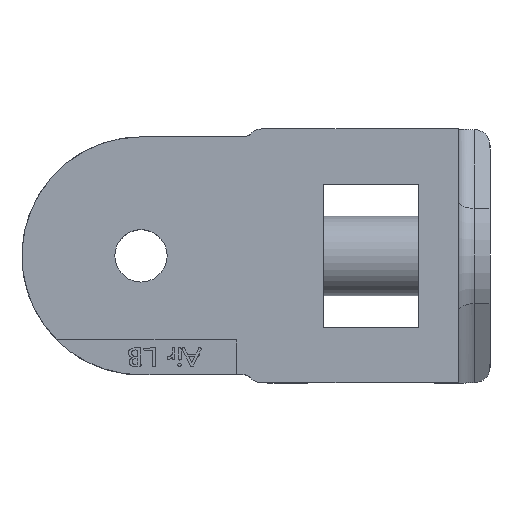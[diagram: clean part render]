
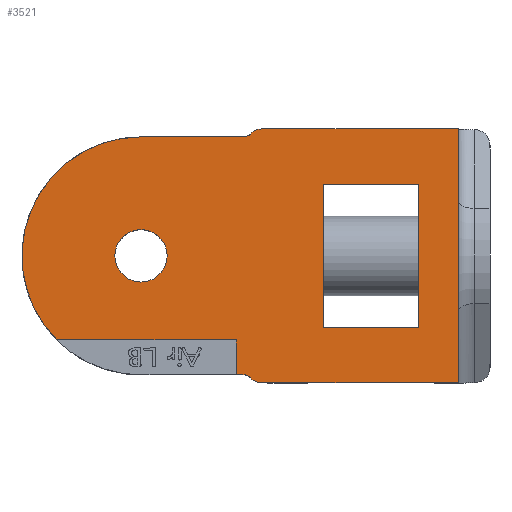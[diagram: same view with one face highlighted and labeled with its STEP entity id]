
A CAD part, top view. The second image highlights one B-rep face of the part: STEP entity #3521.
In plain terms, the highlighted planar face has unit normal (0, 0, 1).
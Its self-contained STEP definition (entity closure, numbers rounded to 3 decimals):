
#801=DIRECTION('',(0.,-1.,0.));
#802=VECTOR('',#801,9.);
#803=CARTESIAN_POINT('',(3.,4.5,7.));
#804=LINE('',#803,#802);
#805=DIRECTION('',(1.,0.,0.));
#806=VECTOR('',#805,6.);
#807=CARTESIAN_POINT('',(-3.,4.5,7.));
#808=LINE('',#807,#806);
#809=DIRECTION('',(0.,-1.,0.));
#810=VECTOR('',#809,9.);
#811=CARTESIAN_POINT('',(-3.,4.5,7.));
#812=LINE('',#811,#810);
#813=DIRECTION('',(1.,0.,0.));
#814=VECTOR('',#813,6.);
#815=CARTESIAN_POINT('',(-3.,-4.5,7.));
#816=LINE('',#815,#814);
#817=CARTESIAN_POINT('',(-14.5,0.,7.));
#818=DIRECTION('',(0.,0.,1.));
#819=DIRECTION('',(1.,0.,0.));
#820=AXIS2_PLACEMENT_3D('',#817,#818,#819);
#822=CARTESIAN_POINT('',(-14.5,0.,7.));
#823=DIRECTION('',(0.,0.,1.));
#824=DIRECTION('',(-1.,0.,0.));
#825=AXIS2_PLACEMENT_3D('',#822,#823,#824);
#827=DIRECTION('',(0.,1.,0.));
#828=VECTOR('',#827,2.2);
#829=CARTESIAN_POINT('',(-8.5,-7.5,7.));
#830=LINE('',#829,#828);
#831=DIRECTION('',(-1.,0.,0.));
#832=VECTOR('',#831,11.307);
#833=CARTESIAN_POINT('',(-8.5,-5.3,7.));
#834=LINE('',#833,#832);
#835=CARTESIAN_POINT('',(-14.5,0.,7.));
#836=DIRECTION('',(0.,0.,1.));
#837=DIRECTION('',(0.,1.,0.));
#838=AXIS2_PLACEMENT_3D('',#835,#836,#837);
#840=DIRECTION('',(-1.,0.,0.));
#841=VECTOR('',#840,6.5);
#842=CARTESIAN_POINT('',(-8.,7.5,7.));
#843=LINE('',#842,#841);
#844=CARTESIAN_POINT('',(-6.882,7.,7.));
#845=DIRECTION('',(0.,0.,1.));
#846=DIRECTION('',(0.,1.,0.));
#847=AXIS2_PLACEMENT_3D('',#844,#845,#846);
#849=DIRECTION('',(1.,0.,0.));
#850=VECTOR('',#849,12.382);
#851=CARTESIAN_POINT('',(-6.882,8.,7.));
#852=LINE('',#851,#850);
#853=DIRECTION('',(0.,-1.,0.));
#854=VECTOR('',#853,16.);
#855=CARTESIAN_POINT('',(5.5,8.,7.));
#856=LINE('',#855,#854);
#857=CARTESIAN_POINT('',(-6.882,-7.,7.));
#858=DIRECTION('',(0.,0.,1.));
#859=DIRECTION('',(-0.745,-0.667,0.));
#860=AXIS2_PLACEMENT_3D('',#857,#858,#859);
#862=DIRECTION('',(1.,0.,0.));
#863=VECTOR('',#862,0.5);
#864=CARTESIAN_POINT('',(-8.5,-7.5,7.));
#865=LINE('',#864,#863);
#977=CARTESIAN_POINT('',(-8.,8.,7.));
#978=DIRECTION('',(0.,0.,-1.));
#979=DIRECTION('',(0.745,-0.667,0.));
#980=AXIS2_PLACEMENT_3D('',#977,#978,#979);
#1276=DIRECTION('',(1.,0.,0.));
#1277=VECTOR('',#1276,12.382);
#1278=CARTESIAN_POINT('',(-6.882,-8.,7.));
#1279=LINE('',#1278,#1277);
#1310=CARTESIAN_POINT('',(-8.,-8.,7.));
#1311=DIRECTION('',(0.,0.,-1.));
#1312=DIRECTION('',(0.,1.,0.));
#1313=AXIS2_PLACEMENT_3D('',#1310,#1311,#1312);
#2337=CARTESIAN_POINT('',(3.,4.5,7.));
#2338=CARTESIAN_POINT('',(3.,-4.5,7.));
#2339=VERTEX_POINT('',#2337);
#2340=VERTEX_POINT('',#2338);
#2341=CARTESIAN_POINT('',(-3.,4.5,7.));
#2342=CARTESIAN_POINT('',(-3.,-4.5,7.));
#2343=VERTEX_POINT('',#2341);
#2344=VERTEX_POINT('',#2342);
#2353=CARTESIAN_POINT('',(5.5,8.,7.));
#2354=CARTESIAN_POINT('',(5.5,-8.,7.));
#2355=VERTEX_POINT('',#2353);
#2356=VERTEX_POINT('',#2354);
#2357=CARTESIAN_POINT('',(-12.85,0.,7.));
#2358=CARTESIAN_POINT('',(-16.15,0.,7.));
#2359=VERTEX_POINT('',#2357);
#2360=VERTEX_POINT('',#2358);
#2467=CARTESIAN_POINT('',(-8.,7.5,7.));
#2468=CARTESIAN_POINT('',(-14.5,7.5,7.));
#2469=VERTEX_POINT('',#2467);
#2470=VERTEX_POINT('',#2468);
#2471=CARTESIAN_POINT('',(-6.882,8.,7.));
#2472=CARTESIAN_POINT('',(-7.627,7.667,7.));
#2473=VERTEX_POINT('',#2471);
#2474=VERTEX_POINT('',#2472);
#2529=CARTESIAN_POINT('',(-7.627,-7.667,7.));
#2530=CARTESIAN_POINT('',(-6.882,-8.,7.));
#2531=VERTEX_POINT('',#2529);
#2532=VERTEX_POINT('',#2530);
#2536=CARTESIAN_POINT('',(-8.,-7.5,7.));
#2537=VERTEX_POINT('',#2536);
#2538=CARTESIAN_POINT('',(-8.5,-7.5,7.));
#2539=CARTESIAN_POINT('',(-8.5,-5.3,7.));
#2540=VERTEX_POINT('',#2538);
#2541=VERTEX_POINT('',#2539);
#2542=CARTESIAN_POINT('',(-19.807,-5.3,7.));
#2543=VERTEX_POINT('',#2542);
#3477=CARTESIAN_POINT('',(-7.5,8.,7.));
#3478=DIRECTION('',(0.,0.,1.));
#3479=DIRECTION('',(0.,-1.,0.));
#3480=AXIS2_PLACEMENT_3D('',#3477,#3478,#3479);
#3481=PLANE('',#3480);
#3483=ORIENTED_EDGE('',*,*,#3482,.T.);
#3485=ORIENTED_EDGE('',*,*,#3484,.T.);
#3486=ORIENTED_EDGE('',*,*,#3422,.F.);
#3488=ORIENTED_EDGE('',*,*,#3487,.F.);
#3490=ORIENTED_EDGE('',*,*,#3489,.F.);
#3492=ORIENTED_EDGE('',*,*,#3491,.F.);
#3494=ORIENTED_EDGE('',*,*,#3493,.T.);
#3496=ORIENTED_EDGE('',*,*,#3495,.T.);
#3498=ORIENTED_EDGE('',*,*,#3497,.F.);
#3500=ORIENTED_EDGE('',*,*,#3499,.F.);
#3502=ORIENTED_EDGE('',*,*,#3501,.F.);
#3503=ORIENTED_EDGE('',*,*,#3142,.F.);
#3504=EDGE_LOOP('',(#3483,#3485,#3486,#3488,#3490,#3492,#3494,#3496,#3498,#3500,
#3502,#3503));
#3505=FACE_OUTER_BOUND('',#3504,.F.);
#3506=ORIENTED_EDGE('',*,*,#3467,.T.);
#3508=ORIENTED_EDGE('',*,*,#3507,.T.);
#3509=EDGE_LOOP('',(#3506,#3508));
#3510=FACE_BOUND('',#3509,.F.);
#3512=ORIENTED_EDGE('',*,*,#3511,.F.);
#3514=ORIENTED_EDGE('',*,*,#3513,.F.);
#3516=ORIENTED_EDGE('',*,*,#3515,.T.);
#3518=ORIENTED_EDGE('',*,*,#3517,.T.);
#3519=EDGE_LOOP('',(#3512,#3514,#3516,#3518));
#3520=FACE_BOUND('',#3519,.F.);
#3521=ADVANCED_FACE('',(#3505,#3510,#3520),#3481,.T.);
#821=CIRCLE('',#820,1.65);
#826=CIRCLE('',#825,1.65);
#839=CIRCLE('',#838,7.5);
#848=CIRCLE('',#847,1.);
#861=CIRCLE('',#860,1.);
#981=CIRCLE('',#980,0.5);
#1314=CIRCLE('',#1313,0.5);
#3142=EDGE_CURVE('',#2540,#2537,#865,.T.);
#3422=EDGE_CURVE('',#2470,#2543,#839,.T.);
#3467=EDGE_CURVE('',#2359,#2360,#821,.T.);
#3482=EDGE_CURVE('',#2540,#2541,#830,.T.);
#3484=EDGE_CURVE('',#2541,#2543,#834,.T.);
#3487=EDGE_CURVE('',#2469,#2470,#843,.T.);
#3489=EDGE_CURVE('',#2474,#2469,#981,.T.);
#3491=EDGE_CURVE('',#2473,#2474,#848,.T.);
#3493=EDGE_CURVE('',#2473,#2355,#852,.T.);
#3495=EDGE_CURVE('',#2355,#2356,#856,.T.);
#3497=EDGE_CURVE('',#2532,#2356,#1279,.T.);
#3499=EDGE_CURVE('',#2531,#2532,#861,.T.);
#3501=EDGE_CURVE('',#2537,#2531,#1314,.T.);
#3507=EDGE_CURVE('',#2360,#2359,#826,.T.);
#3511=EDGE_CURVE('',#2339,#2340,#804,.T.);
#3513=EDGE_CURVE('',#2343,#2339,#808,.T.);
#3515=EDGE_CURVE('',#2343,#2344,#812,.T.);
#3517=EDGE_CURVE('',#2344,#2340,#816,.T.);
